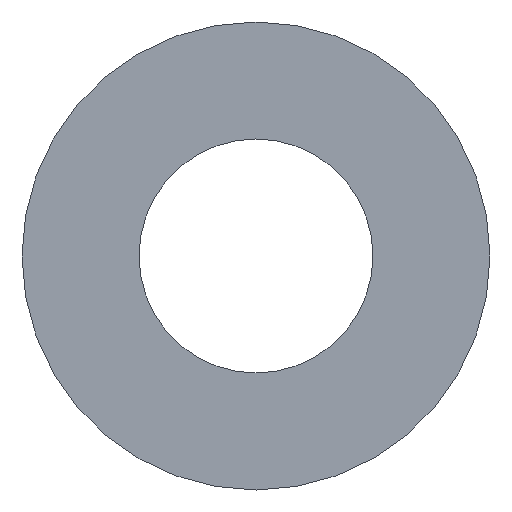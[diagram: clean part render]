
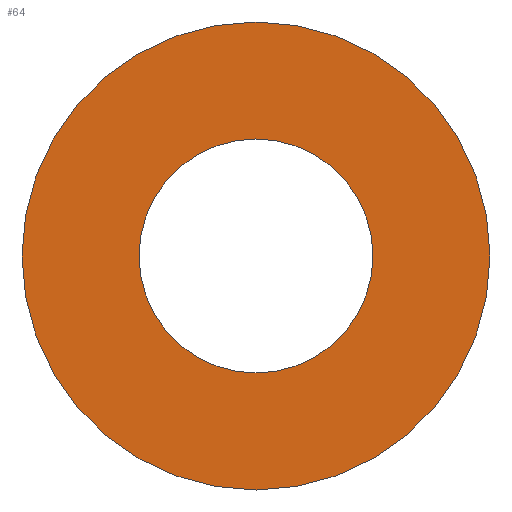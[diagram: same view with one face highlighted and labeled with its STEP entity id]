
A CAD part, front view. The second image highlights one B-rep face of the part: STEP entity #64.
In plain terms, the highlighted planar face has unit normal (0, -1, 0).
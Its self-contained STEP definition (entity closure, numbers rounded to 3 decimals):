
#14=FACE_BOUND('',#27,.T.);
#16=PLANE('',#86);
#22=FACE_OUTER_BOUND('',#26,.T.);
#26=EDGE_LOOP('',(#56));
#27=EDGE_LOOP('',(#57));
#34=CIRCLE('',#81,1.25);
#37=CIRCLE('',#85,2.5);
#38=VERTEX_POINT('',#110);
#41=VERTEX_POINT('',#118);
#42=EDGE_CURVE('',#38,#38,#34,.T.);
#47=EDGE_CURVE('',#41,#41,#37,.T.);
#56=ORIENTED_EDGE('',*,*,#47,.T.);
#57=ORIENTED_EDGE('',*,*,#42,.T.);
#64=ADVANCED_FACE('',(#22,#14),#16,.T.);
#81=AXIS2_PLACEMENT_3D('',#111,#92,#93);
#85=AXIS2_PLACEMENT_3D('',#120,#102,#103);
#86=AXIS2_PLACEMENT_3D('',#121,#104,#105);
#92=DIRECTION('center_axis',(0.,1.,0.));
#93=DIRECTION('ref_axis',(1.,0.,0.));
#102=DIRECTION('center_axis',(0.,-1.,0.));
#103=DIRECTION('ref_axis',(1.,0.,0.));
#104=DIRECTION('center_axis',(0.,-1.,0.));
#105=DIRECTION('ref_axis',(-1.,0.,0.));
#110=CARTESIAN_POINT('',(-1.25,0.,0.));
#111=CARTESIAN_POINT('Origin',(0.,0.,0.));
#118=CARTESIAN_POINT('',(-2.5,0.,0.));
#120=CARTESIAN_POINT('Origin',(0.,0.,0.));
#121=CARTESIAN_POINT('Origin',(0.,0.,0.));
